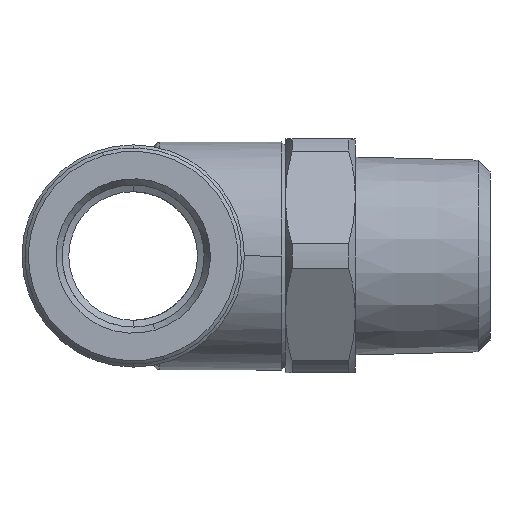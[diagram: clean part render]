
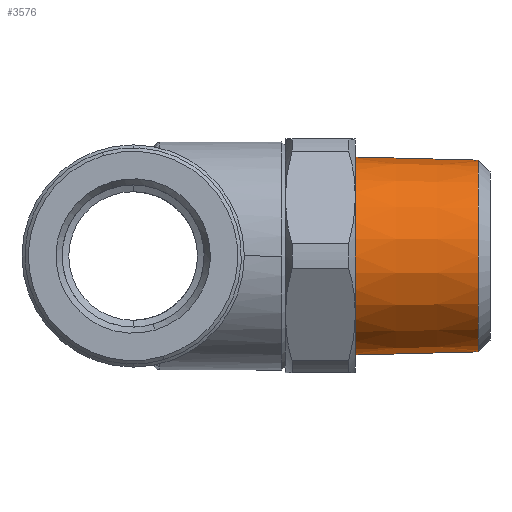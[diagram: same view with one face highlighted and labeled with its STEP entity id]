
A CAD part, left-side view. The second image highlights one B-rep face of the part: STEP entity #3576.
In plain terms, the highlighted conical face has half-angle 1.47 degrees and reference radius 8.462 mm.
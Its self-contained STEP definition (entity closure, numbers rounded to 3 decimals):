
#1062 = CARTESIAN_POINT ( 'NONE',  ( 0., -19., -8.462 ) ) ;
#1070 = CARTESIAN_POINT ( 'NONE',  ( 0., -19., -8.462 ) ) ;
#1073 = VECTOR ( 'NONE', #1086, 1000. ) ;
#1076 = CARTESIAN_POINT ( 'NONE',  ( 0., -19., 8.462 ) ) ;
#1078 = LINE ( 'NONE', #1070, #1073 ) ;
#1086 = DIRECTION ( 'NONE',  ( 0., 1., -0.026 ) ) ;
#1092 = DIRECTION ( 'NONE',  ( 0., 1., 0.026 ) ) ;
#1093 = VECTOR ( 'NONE', #1092, 1000. ) ;
#1094 = CARTESIAN_POINT ( 'NONE',  ( 0., -19., 8.462 ) ) ;
#1097 = LINE ( 'NONE', #1094, #1093 ) ;
#1538 = CARTESIAN_POINT ( 'NONE',  ( 0., -29.5, -8.192 ) ) ;
#1544 = CARTESIAN_POINT ( 'NONE',  ( 0., -29.5, 8.192 ) ) ;
#2122 = DIRECTION ( 'NONE',  ( 0., -1., 0. ) ) ;
#2123 = CARTESIAN_POINT ( 'NONE',  ( 0., -29.5, 0. ) ) ;
#2140 = DIRECTION ( 'NONE',  ( 0., 0., -1. ) ) ;
#2141 = AXIS2_PLACEMENT_3D ( 'NONE', #2123, #2122, #2140 ) ;
#2150 = CIRCLE ( 'NONE', #2141, 8.192 ) ;
#2228 = DIRECTION ( 'NONE',  ( 0., -1., 0. ) ) ;
#2241 = CARTESIAN_POINT ( 'NONE',  ( 0., -19., 0. ) ) ;
#2242 = CIRCLE ( 'NONE', #2259, 8.462 ) ;
#2258 = DIRECTION ( 'NONE',  ( 0., 0., -1. ) ) ;
#2259 = AXIS2_PLACEMENT_3D ( 'NONE', #2241, #2228, #2258 ) ;
#2330 = FACE_OUTER_BOUND ( 'NONE', #3564, .T. ) ;
#2341 = DIRECTION ( 'NONE',  ( 0., 1., 0. ) ) ;
#2342 = CONICAL_SURFACE ( 'NONE', #2345, 8.462, 0.026 ) ;
#2344 = CARTESIAN_POINT ( 'NONE',  ( 0., -19., 0. ) ) ;
#2345 = AXIS2_PLACEMENT_3D ( 'NONE', #2344, #2341, #2353 ) ;
#2353 = DIRECTION ( 'NONE',  ( 0., 0., 1. ) ) ;
#3199 = VERTEX_POINT ( 'NONE', #1062 ) ;
#3205 = EDGE_CURVE ( 'NONE', #3299, #3199, #1078, .T. ) ;
#3208 = VERTEX_POINT ( 'NONE', #1076 ) ;
#3212 = EDGE_CURVE ( 'NONE', #3296, #3208, #1097, .T. ) ;
#3296 = VERTEX_POINT ( 'NONE', #1544 ) ;
#3299 = VERTEX_POINT ( 'NONE', #1538 ) ;
#3553 = EDGE_CURVE ( 'NONE', #3208, #3199, #2242, .T. ) ;
#3563 = ORIENTED_EDGE ( 'NONE', *, *, #3212, .T. ) ;
#3564 = EDGE_LOOP ( 'NONE', ( #3565, #3569, #3563, #3577 ) ) ;
#3565 = ORIENTED_EDGE ( 'NONE', *, *, #3205, .F. ) ;
#3569 = ORIENTED_EDGE ( 'NONE', *, *, #3570, .F. ) ;
#3570 = EDGE_CURVE ( 'NONE', #3296, #3299, #2150, .T. ) ;
#3576 = ADVANCED_FACE ( 'NONE', ( #2330 ), #2342, .T. ) ;
#3577 = ORIENTED_EDGE ( 'NONE', *, *, #3553, .T. ) ;
